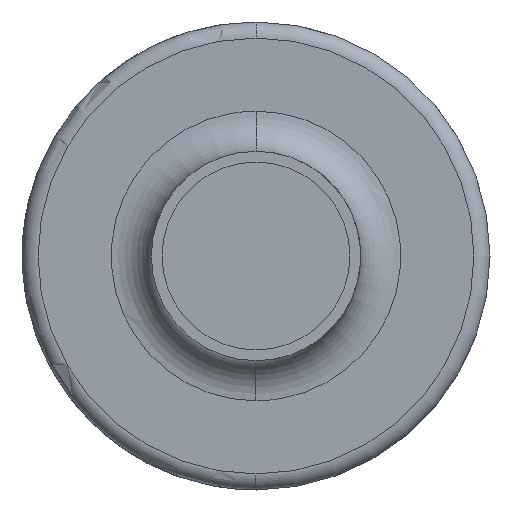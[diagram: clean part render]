
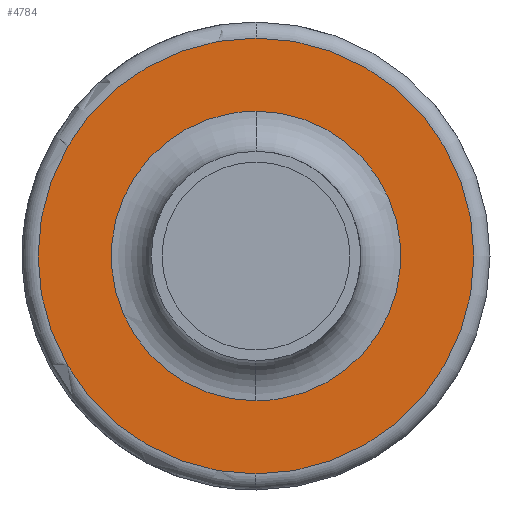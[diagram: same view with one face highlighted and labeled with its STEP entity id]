
A CAD part, front view. The second image highlights one B-rep face of the part: STEP entity #4784.
In plain terms, the highlighted planar face has unit normal (0, -1, 0).
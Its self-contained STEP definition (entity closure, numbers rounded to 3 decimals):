
#4688=AXIS2_PLACEMENT_3D('Circle Axis2P3D',#4686,#4687,$) ;
#4705=AXIS2_PLACEMENT_3D('Circle Axis2P3D',#4703,#4704,$) ;
#4718=AXIS2_PLACEMENT_3D('Plane Axis2P3D',#4715,#4716,#4717) ;
#4676=CARTESIAN_POINT('Vertex',(0.,0.,3.26)) ;
#4683=CARTESIAN_POINT('Vertex',(0.,0.,-3.26)) ;
#4686=CARTESIAN_POINT('Axis2P3D Location',(0.,0.,0.)) ;
#4703=CARTESIAN_POINT('Axis2P3D Location',(0.,0.,0.)) ;
#4715=CARTESIAN_POINT('Axis2P3D Location',(0.,0.,0.)) ;
#4725=CARTESIAN_POINT('Control Point',(0.,0.,-2.166)) ;
#4726=CARTESIAN_POINT('Control Point',(-0.216,0.,-2.166)) ;
#4727=CARTESIAN_POINT('Control Point',(-0.433,0.,-2.139)) ;
#4728=CARTESIAN_POINT('Control Point',(-0.644,0.,-2.085)) ;
#4729=CARTESIAN_POINT('Control Point',(-1.05,0.,-1.925)) ;
#4730=CARTESIAN_POINT('Control Point',(-1.404,0.,-1.67)) ;
#4731=CARTESIAN_POINT('Control Point',(-1.564,0.,-1.522)) ;
#4732=CARTESIAN_POINT('Control Point',(-1.844,0.,-1.187)) ;
#4733=CARTESIAN_POINT('Control Point',(-2.032,0.,-0.794)) ;
#4734=CARTESIAN_POINT('Control Point',(-2.102,0.,-0.587)) ;
#4735=CARTESIAN_POINT('Control Point',(-2.187,0.,-0.159)) ;
#4736=CARTESIAN_POINT('Control Point',(-2.165,0.,0.276)) ;
#4737=CARTESIAN_POINT('Control Point',(-2.126,0.,0.491)) ;
#4738=CARTESIAN_POINT('Control Point',(-1.996,0.,0.907)) ;
#4739=CARTESIAN_POINT('Control Point',(-1.768,0.,1.279)) ;
#4740=CARTESIAN_POINT('Control Point',(-1.631,0.,1.449)) ;
#4741=CARTESIAN_POINT('Control Point',(-1.318,0.,1.752)) ;
#4742=CARTESIAN_POINT('Control Point',(-0.94,0.,1.969)) ;
#4743=CARTESIAN_POINT('Control Point',(-0.738,0.,2.053)) ;
#4744=CARTESIAN_POINT('Control Point',(-0.467,0.,2.128)) ;
#4745=CARTESIAN_POINT('Control Point',(-0.189,0.,2.159)) ;
#4746=CARTESIAN_POINT('Control Point',(-0.126,0.,2.163)) ;
#4747=CARTESIAN_POINT('Control Point',(-0.063,0.,2.166)) ;
#4748=CARTESIAN_POINT('Control Point',(0.,0.,2.166)) ;
#4749=CARTESIAN_POINT('Vertex',(0.,0.,-2.166)) ;
#4751=CARTESIAN_POINT('Vertex',(0.,0.,2.166)) ;
#4755=CARTESIAN_POINT('Control Point',(0.,0.,2.166)) ;
#4756=CARTESIAN_POINT('Control Point',(0.216,0.,2.166)) ;
#4757=CARTESIAN_POINT('Control Point',(0.433,0.,2.139)) ;
#4758=CARTESIAN_POINT('Control Point',(0.644,0.,2.085)) ;
#4759=CARTESIAN_POINT('Control Point',(1.05,0.,1.925)) ;
#4760=CARTESIAN_POINT('Control Point',(1.404,0.,1.67)) ;
#4761=CARTESIAN_POINT('Control Point',(1.564,0.,1.522)) ;
#4762=CARTESIAN_POINT('Control Point',(1.844,0.,1.187)) ;
#4763=CARTESIAN_POINT('Control Point',(2.032,0.,0.794)) ;
#4764=CARTESIAN_POINT('Control Point',(2.102,0.,0.587)) ;
#4765=CARTESIAN_POINT('Control Point',(2.187,0.,0.159)) ;
#4766=CARTESIAN_POINT('Control Point',(2.165,0.,-0.276)) ;
#4767=CARTESIAN_POINT('Control Point',(2.126,0.,-0.491)) ;
#4768=CARTESIAN_POINT('Control Point',(1.996,0.,-0.907)) ;
#4769=CARTESIAN_POINT('Control Point',(1.768,0.,-1.279)) ;
#4770=CARTESIAN_POINT('Control Point',(1.631,0.,-1.449)) ;
#4771=CARTESIAN_POINT('Control Point',(1.318,0.,-1.752)) ;
#4772=CARTESIAN_POINT('Control Point',(0.94,0.,-1.969)) ;
#4773=CARTESIAN_POINT('Control Point',(0.738,0.,-2.053)) ;
#4774=CARTESIAN_POINT('Control Point',(0.467,0.,-2.128)) ;
#4775=CARTESIAN_POINT('Control Point',(0.189,0.,-2.159)) ;
#4776=CARTESIAN_POINT('Control Point',(0.126,0.,-2.163)) ;
#4777=CARTESIAN_POINT('Control Point',(0.063,0.,-2.166)) ;
#4778=CARTESIAN_POINT('Control Point',(0.,0.,-2.166)) ;
#4687=DIRECTION('Axis2P3D Direction',(0.,-1.,0.)) ;
#4704=DIRECTION('Axis2P3D Direction',(0.,-1.,0.)) ;
#4716=DIRECTION('Axis2P3D Direction',(0.,-1.,0.)) ;
#4717=DIRECTION('Axis2P3D XDirection',(0.,0.,-1.)) ;
#4721=ORIENTED_EDGE('',*,*,#4707,.T.) ;
#4722=ORIENTED_EDGE('',*,*,#4690,.T.) ;
#4781=ORIENTED_EDGE('',*,*,#4753,.T.) ;
#4782=ORIENTED_EDGE('',*,*,#4779,.T.) ;
#4783=FACE_BOUND('',#4780,.T.) ;
#4784=ADVANCED_FACE('NONE',(#4723,#4783),#4719,.T.) ;
#4724=B_SPLINE_CURVE_WITH_KNOTS('',5,(#4725,#4726,#4727,#4728,#4729,#4730,#4731,#4732,#4733,#4734,#4735,#4736,#4737,#4738,#4739,#4740,#4741,#4742,#4743,#4744,#4745,#4746,#4747,#4748),.UNSPECIFIED.,.F.,.U.,(6,3,3,3,3,3,3,6),(0.,1.529,3.059,4.588,6.117,7.647,9.176,9.622),.UNSPECIFIED.) ;
#4754=B_SPLINE_CURVE_WITH_KNOTS('',5,(#4755,#4756,#4757,#4758,#4759,#4760,#4761,#4762,#4763,#4764,#4765,#4766,#4767,#4768,#4769,#4770,#4771,#4772,#4773,#4774,#4775,#4776,#4777,#4778),.UNSPECIFIED.,.F.,.U.,(6,3,3,3,3,3,3,6),(0.,1.529,3.059,4.588,6.117,7.647,9.176,9.622),.UNSPECIFIED.) ;
#4689=CIRCLE('generated circle',#4688,3.26) ;
#4706=CIRCLE('generated circle',#4705,3.26) ;
#4690=EDGE_CURVE('',#4677,#4684,#4689,.T.) ;
#4707=EDGE_CURVE('',#4684,#4677,#4706,.T.) ;
#4753=EDGE_CURVE('',#4750,#4752,#4724,.T.) ;
#4779=EDGE_CURVE('',#4752,#4750,#4754,.T.) ;
#4720=EDGE_LOOP('',(#4721,#4722)) ;
#4780=EDGE_LOOP('',(#4781,#4782)) ;
#4723=FACE_OUTER_BOUND('',#4720,.T.) ;
#4719=PLANE('',#4718) ;
#4677=VERTEX_POINT('',#4676) ;
#4684=VERTEX_POINT('',#4683) ;
#4750=VERTEX_POINT('',#4749) ;
#4752=VERTEX_POINT('',#4751) ;
